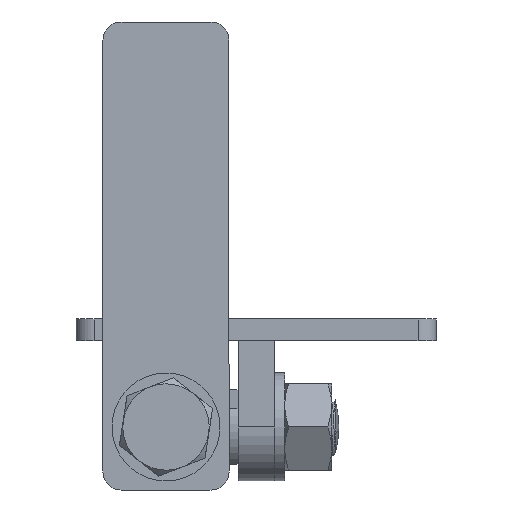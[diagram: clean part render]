
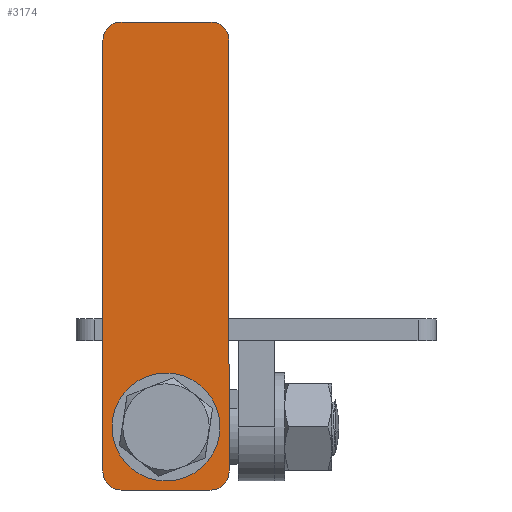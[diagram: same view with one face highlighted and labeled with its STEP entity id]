
A CAD part, left-side view. The second image highlights one B-rep face of the part: STEP entity #3174.
In plain terms, the highlighted face is planar.
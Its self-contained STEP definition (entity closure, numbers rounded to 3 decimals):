
#458 = CARTESIAN_POINT ( 'NONE',  ( 10., -17.5, 27.5 ) ) ;
#564 = DIRECTION ( 'NONE',  ( 0., 0., -1. ) ) ;
#615 = DIRECTION ( 'NONE',  ( 1., 0., 0. ) ) ;
#641 = ORIENTED_EDGE ( 'NONE', *, *, #2883, .T. ) ;
#660 = EDGE_CURVE ( 'NONE', #6245, #815, #3009, .T. ) ;
#734 = DIRECTION ( 'NONE',  ( 0., 1., 0. ) ) ;
#815 = VERTEX_POINT ( 'NONE', #1075 ) ;
#887 = AXIS2_PLACEMENT_3D ( 'NONE', #5122, #2198, #3146 ) ;
#1072 = VERTEX_POINT ( 'NONE', #458 ) ;
#1075 = CARTESIAN_POINT ( 'NONE',  ( 10., 12.5, 32.5 ) ) ;
#1286 = CARTESIAN_POINT ( 'NONE',  ( 10., 17.5, 27.5 ) ) ;
#1595 = EDGE_CURVE ( 'NONE', #6168, #5269, #6069, .T. ) ;
#1613 = EDGE_LOOP ( 'NONE', ( #5278, #641, #7122, #5206, #4051, #9385, #2641, #5350 ) ) ;
#1624 = AXIS2_PLACEMENT_3D ( 'NONE', #4014, #2191, #4240 ) ;
#1637 = CARTESIAN_POINT ( 'NONE',  ( 10., 12.5, -92.5 ) ) ;
#1719 = EDGE_CURVE ( 'NONE', #2214, #7958, #5811, .T. ) ;
#1990 = DIRECTION ( 'NONE',  ( 1., 0., 0. ) ) ;
#2050 = CARTESIAN_POINT ( 'NONE',  ( 10., 0., -88.25 ) ) ;
#2176 = DIRECTION ( 'NONE',  ( 1., 0., 0. ) ) ;
#2191 = DIRECTION ( 'NONE',  ( 1., 0., 0. ) ) ;
#2198 = DIRECTION ( 'NONE',  ( 1., 0., 0. ) ) ;
#2214 = VERTEX_POINT ( 'NONE', #5313 ) ;
#2641 = ORIENTED_EDGE ( 'NONE', *, *, #1595, .T. ) ;
#2759 = FACE_BOUND ( 'NONE', #6765, .T. ) ;
#2763 = CARTESIAN_POINT ( 'NONE',  ( 10., -12.5, 27.5 ) ) ;
#2883 = EDGE_CURVE ( 'NONE', #7958, #6245, #4434, .T. ) ;
#2934 = DIRECTION ( 'NONE',  ( 1., 0., 0. ) ) ;
#3009 = CIRCLE ( 'NONE', #6153, 5. ) ;
#3146 = DIRECTION ( 'NONE',  ( 0., 0., -1. ) ) ;
#3174 = ADVANCED_FACE ( 'NONE', ( #8568, #2759 ), #4369, .T. ) ;
#3273 = LINE ( 'NONE', #6788, #5632 ) ;
#3652 = DIRECTION ( 'NONE',  ( 0., 0., 1. ) ) ;
#3724 = ORIENTED_EDGE ( 'NONE', *, *, #6520, .F. ) ;
#3784 = CIRCLE ( 'NONE', #887, 8.25 ) ;
#3882 = DIRECTION ( 'NONE',  ( 0., 0., -1. ) ) ;
#4014 = CARTESIAN_POINT ( 'NONE',  ( 10., 0., -80. ) ) ;
#4051 = ORIENTED_EDGE ( 'NONE', *, *, #8222, .T. ) ;
#4240 = DIRECTION ( 'NONE',  ( 0., 0., -1. ) ) ;
#4369 = PLANE ( 'NONE',  #4468 ) ;
#4416 = CARTESIAN_POINT ( 'NONE',  ( 10., 12.5, 27.5 ) ) ;
#4434 = LINE ( 'NONE', #4578, #7959 ) ;
#4468 = AXIS2_PLACEMENT_3D ( 'NONE', #7937, #1990, #5060 ) ;
#4496 = LINE ( 'NONE', #5953, #5494 ) ;
#4537 = EDGE_CURVE ( 'NONE', #6101, #9234, #5762, .T. ) ;
#4578 = CARTESIAN_POINT ( 'NONE',  ( 10., 17.5, -92.5 ) ) ;
#4898 = DIRECTION ( 'NONE',  ( 0., 0., -1. ) ) ;
#5040 = AXIS2_PLACEMENT_3D ( 'NONE', #1637, #7543, #3882 ) ;
#5060 = DIRECTION ( 'NONE',  ( 0., 0., -1. ) ) ;
#5122 = CARTESIAN_POINT ( 'NONE',  ( 10., 0., -80. ) ) ;
#5142 = DIRECTION ( 'NONE',  ( 0., 0., -1. ) ) ;
#5195 = CARTESIAN_POINT ( 'NONE',  ( 10., 0., -71.75 ) ) ;
#5206 = ORIENTED_EDGE ( 'NONE', *, *, #8946, .T. ) ;
#5215 = DIRECTION ( 'NONE',  ( 0., 0., 1. ) ) ;
#5269 = VERTEX_POINT ( 'NONE', #7500 ) ;
#5278 = ORIENTED_EDGE ( 'NONE', *, *, #1719, .T. ) ;
#5313 = CARTESIAN_POINT ( 'NONE',  ( 10., 12.5, -97.5 ) ) ;
#5350 = ORIENTED_EDGE ( 'NONE', *, *, #7400, .T. ) ;
#5354 = CARTESIAN_POINT ( 'NONE',  ( 10., -17.5, -92.5 ) ) ;
#5494 = VECTOR ( 'NONE', #734, 1000. ) ;
#5632 = VECTOR ( 'NONE', #8171, 1000. ) ;
#5762 = CIRCLE ( 'NONE', #1624, 8.25 ) ;
#5773 = AXIS2_PLACEMENT_3D ( 'NONE', #2763, #615, #564 ) ;
#5811 = CIRCLE ( 'NONE', #5040, 5. ) ;
#5815 = VERTEX_POINT ( 'NONE', #7004 ) ;
#5953 = CARTESIAN_POINT ( 'NONE',  ( 10., -12.5, -97.5 ) ) ;
#6069 = CIRCLE ( 'NONE', #7296, 5. ) ;
#6101 = VERTEX_POINT ( 'NONE', #2050 ) ;
#6153 = AXIS2_PLACEMENT_3D ( 'NONE', #4416, #2176, #3652 ) ;
#6168 = VERTEX_POINT ( 'NONE', #5354 ) ;
#6245 = VERTEX_POINT ( 'NONE', #1286 ) ;
#6520 = EDGE_CURVE ( 'NONE', #9234, #6101, #3784, .T. ) ;
#6661 = CARTESIAN_POINT ( 'NONE',  ( 10., 17.5, -92.5 ) ) ;
#6765 = EDGE_LOOP ( 'NONE', ( #3724, #7839 ) ) ;
#6788 = CARTESIAN_POINT ( 'NONE',  ( 10., 12.5, 32.5 ) ) ;
#7004 = CARTESIAN_POINT ( 'NONE',  ( 10., -12.5, 32.5 ) ) ;
#7122 = ORIENTED_EDGE ( 'NONE', *, *, #660, .T. ) ;
#7163 = CARTESIAN_POINT ( 'NONE',  ( 10., -17.5, 27.5 ) ) ;
#7296 = AXIS2_PLACEMENT_3D ( 'NONE', #7395, #2934, #5142 ) ;
#7395 = CARTESIAN_POINT ( 'NONE',  ( 10., -12.5, -92.5 ) ) ;
#7400 = EDGE_CURVE ( 'NONE', #5269, #2214, #4496, .T. ) ;
#7500 = CARTESIAN_POINT ( 'NONE',  ( 10., -12.5, -97.5 ) ) ;
#7543 = DIRECTION ( 'NONE',  ( 1., 0., 0. ) ) ;
#7733 = LINE ( 'NONE', #7163, #8084 ) ;
#7839 = ORIENTED_EDGE ( 'NONE', *, *, #4537, .F. ) ;
#7937 = CARTESIAN_POINT ( 'NONE',  ( 10., 12.5, -92.5 ) ) ;
#7958 = VERTEX_POINT ( 'NONE', #6661 ) ;
#7959 = VECTOR ( 'NONE', #5215, 1000. ) ;
#8084 = VECTOR ( 'NONE', #4898, 1000. ) ;
#8171 = DIRECTION ( 'NONE',  ( 0., -1., 0. ) ) ;
#8222 = EDGE_CURVE ( 'NONE', #5815, #1072, #9456, .T. ) ;
#8568 = FACE_OUTER_BOUND ( 'NONE', #1613, .T. ) ;
#8946 = EDGE_CURVE ( 'NONE', #815, #5815, #3273, .T. ) ;
#9157 = EDGE_CURVE ( 'NONE', #1072, #6168, #7733, .T. ) ;
#9234 = VERTEX_POINT ( 'NONE', #5195 ) ;
#9385 = ORIENTED_EDGE ( 'NONE', *, *, #9157, .T. ) ;
#9456 = CIRCLE ( 'NONE', #5773, 5. ) ;
